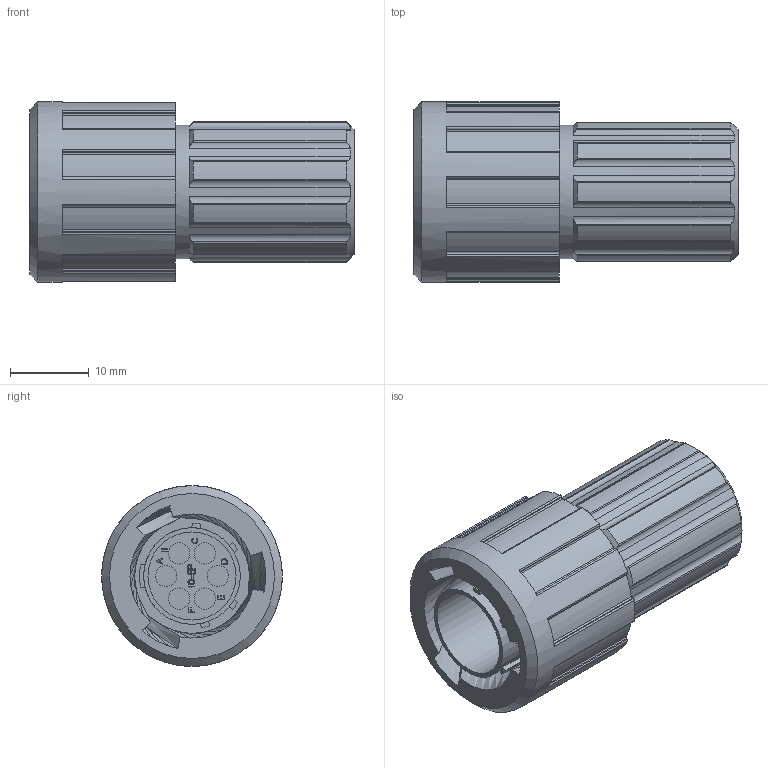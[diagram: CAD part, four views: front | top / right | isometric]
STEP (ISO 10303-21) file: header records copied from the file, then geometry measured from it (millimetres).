
FILE_DESCRIPTION(/* description */ ('STEP AP214'),/* implementation_level */ '2;1');
FILE_NAME(/* name */ 'RTS6BS10N6PHEC03',/* time_stamp */ '2023-01-12T16:49:38+01:00',/* author */ ('License CC BY-ND 4.0'),/* organization */ ('CADENAS'),/* preprocessor_version */ 'ST-DEVELOPER v18.102',/* originating_system */ 'PARTsolutions',/* authorisation */ ' ');
FILE_SCHEMA (('AUTOMOTIVE_DESIGN {1 0 10303 214 3 1 1}'));
Length unit declared in the file: millimetre
Products named in the file (1): RTS6BS10N6PHEC03
Bounding box: 41.25 x 23 x 23 mm (x, y, z)
Volume: 11242.9 mm3; surface area: 4791.6 mm2
Topology: 1 solids, 1 shells, 436 faces, 1181 edges, 790 vertices
Faces by surface type: plane 244, cylinder 168, cone 12, bspline 12
Full cylindrical faces by diameter (mm): 0.45 x1, 1.5 x1, 1.9 x1, 2.7 x12, 9 x1, 11.2 x1, 12.3 x1, 17 x1, 23 x1
Entity records: 13765 total; most frequent: CARTESIAN_POINT 2783, ORIENTED_EDGE 2296, DIRECTION 2231, EDGE_CURVE 1148, VERTEX_POINT 779, AXIS2_PLACEMENT_3D 759, LINE 713, VECTOR 713
